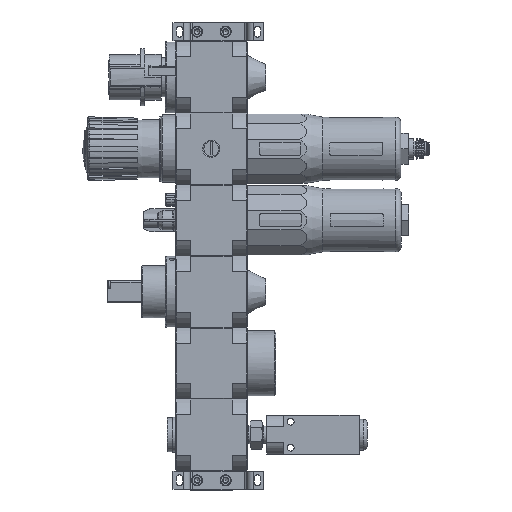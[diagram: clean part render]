
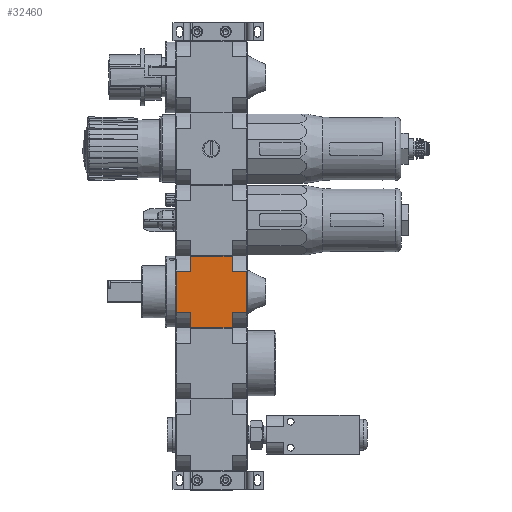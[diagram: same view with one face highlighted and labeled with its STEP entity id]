
A CAD part, left-side view. The second image highlights one B-rep face of the part: STEP entity #32460.
In plain terms, the highlighted face is planar.
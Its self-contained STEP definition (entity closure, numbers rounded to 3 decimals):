
#9029=ORIENTED_EDGE('',*,*,#15436,.T.);
#9030=ORIENTED_EDGE('',*,*,#15437,.F.);
#9031=ORIENTED_EDGE('',*,*,#15438,.T.);
#9032=ORIENTED_EDGE('',*,*,#15391,.T.);
#9033=ORIENTED_EDGE('',*,*,#15439,.F.);
#9034=ORIENTED_EDGE('',*,*,#15440,.T.);
#9035=ORIENTED_EDGE('',*,*,#15441,.F.);
#9036=ORIENTED_EDGE('',*,*,#15442,.T.);
#9037=ORIENTED_EDGE('',*,*,#15443,.F.);
#9038=ORIENTED_EDGE('',*,*,#15428,.T.);
#9039=ORIENTED_EDGE('',*,*,#15444,.T.);
#9040=ORIENTED_EDGE('',*,*,#15445,.F.);
#15391=EDGE_CURVE('',#19122,#19121,#21585,.T.);
#15428=EDGE_CURVE('',#19149,#19148,#21600,.T.);
#15436=EDGE_CURVE('',#19155,#19156,#21608,.T.);
#15437=EDGE_CURVE('',#19157,#19156,#21609,.F.);
#15438=EDGE_CURVE('',#19157,#19122,#21610,.T.);
#15439=EDGE_CURVE('',#19158,#19121,#21611,.T.);
#15440=EDGE_CURVE('',#19158,#19159,#21612,.F.);
#15441=EDGE_CURVE('',#19160,#19159,#21613,.T.);
#15442=EDGE_CURVE('',#19160,#19161,#21614,.T.);
#15443=EDGE_CURVE('',#19149,#19161,#21615,.T.);
#15444=EDGE_CURVE('',#19148,#19162,#21616,.T.);
#15445=EDGE_CURVE('',#19155,#19162,#21617,.T.);
#19121=VERTEX_POINT('',#66166);
#19122=VERTEX_POINT('',#66168);
#19148=VERTEX_POINT('',#66262);
#19149=VERTEX_POINT('',#66264);
#19155=VERTEX_POINT('',#66279);
#19156=VERTEX_POINT('',#66280);
#19157=VERTEX_POINT('',#66282);
#19158=VERTEX_POINT('',#66285);
#19159=VERTEX_POINT('',#66287);
#19160=VERTEX_POINT('',#66289);
#19161=VERTEX_POINT('',#66291);
#19162=VERTEX_POINT('',#66294);
#21585=LINE('',#66167,#23928);
#21600=LINE('',#66263,#23943);
#21608=LINE('',#66278,#23951);
#21609=LINE('',#66281,#23952);
#21610=LINE('',#66283,#23953);
#21611=LINE('',#66284,#23954);
#21612=LINE('',#66286,#23955);
#21613=LINE('',#66288,#23956);
#21614=LINE('',#66290,#23957);
#21615=LINE('',#66292,#23958);
#21616=LINE('',#66293,#23959);
#21617=LINE('',#66295,#23960);
#23928=VECTOR('',#54334,1000.);
#23943=VECTOR('',#54393,1000.);
#23951=VECTOR('',#54403,1000.);
#23952=VECTOR('',#54404,1000.);
#23953=VECTOR('',#54405,1000.);
#23954=VECTOR('',#54406,1000.);
#23955=VECTOR('',#54407,1000.);
#23956=VECTOR('',#54408,1000.);
#23957=VECTOR('',#54409,1000.);
#23958=VECTOR('',#54410,1000.);
#23959=VECTOR('',#54411,1000.);
#23960=VECTOR('',#54412,1000.);
#26541=EDGE_LOOP('',(#9029,#9030,#9031,#9032,#9033,#9034,#9035,#9036,#9037,
#9038,#9039,#9040));
#29118=FACE_BOUND('',#26541,.T.);
#30784=PLANE('',#47159);
#32460=ADVANCED_FACE('',(#29118),#30784,.T.);
#47159=AXIS2_PLACEMENT_3D('',#66277,#54401,#54402);
#54334=DIRECTION('',(0.,-1.,0.));
#54393=DIRECTION('',(0.,1.,0.));
#54401=DIRECTION('',(0.,0.,1.));
#54402=DIRECTION('',(1.,0.,0.));
#54403=DIRECTION('',(-1.,0.,0.));
#54404=DIRECTION('',(0.,-1.,0.));
#54405=DIRECTION('',(-1.,0.,0.));
#54406=DIRECTION('',(-1.,0.,0.));
#54407=DIRECTION('',(0.,1.,0.));
#54408=DIRECTION('',(-1.,0.,0.));
#54409=DIRECTION('',(0.,1.,0.));
#54410=DIRECTION('',(-1.,0.,0.));
#54411=DIRECTION('',(-1.,0.,0.));
#54412=DIRECTION('',(0.,-1.,0.));
#66166=CARTESIAN_POINT('',(-27.5,-16.,27.5));
#66167=CARTESIAN_POINT('',(-27.5,27.,27.5));
#66168=CARTESIAN_POINT('',(-27.5,16.,27.5));
#66262=CARTESIAN_POINT('',(27.5,16.,27.5));
#66263=CARTESIAN_POINT('',(27.5,-27.,27.5));
#66264=CARTESIAN_POINT('',(27.5,-16.,27.5));
#66277=CARTESIAN_POINT('',(0.,0.,27.5));
#66278=CARTESIAN_POINT('',(33.,27.,27.5));
#66279=CARTESIAN_POINT('',(15.869,27.,27.5));
#66280=CARTESIAN_POINT('',(-15.869,27.,27.5));
#66281=CARTESIAN_POINT('',(-15.869,33.,27.5));
#66282=CARTESIAN_POINT('',(-15.869,16.,27.5));
#66283=CARTESIAN_POINT('',(0.,16.,27.5));
#66284=CARTESIAN_POINT('',(0.,-16.,27.5));
#66285=CARTESIAN_POINT('',(-15.869,-16.,27.5));
#66286=CARTESIAN_POINT('',(-15.869,-33.,27.5));
#66287=CARTESIAN_POINT('',(-15.869,-27.,27.5));
#66288=CARTESIAN_POINT('',(33.,-27.,27.5));
#66289=CARTESIAN_POINT('',(15.869,-27.,27.5));
#66290=CARTESIAN_POINT('',(15.869,-33.,27.5));
#66291=CARTESIAN_POINT('',(15.869,-16.,27.5));
#66292=CARTESIAN_POINT('',(0.,-16.,27.5));
#66293=CARTESIAN_POINT('',(0.,16.,27.5));
#66294=CARTESIAN_POINT('',(15.869,16.,27.5));
#66295=CARTESIAN_POINT('',(15.869,33.,27.5));
